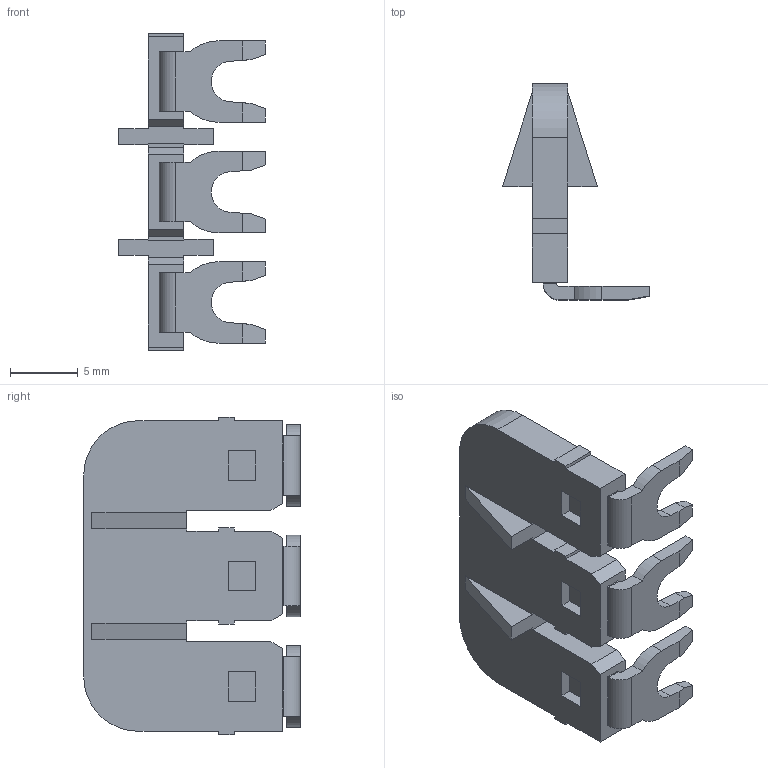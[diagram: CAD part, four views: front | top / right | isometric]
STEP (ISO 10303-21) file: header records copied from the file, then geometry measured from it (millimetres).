
FILE_DESCRIPTION (( 'STEP AP203' ), '1' );
FILE_NAME ('3''Lü - Yeni Ürün.STEP', '2019-03-13T13:19:28', ( '' ), ( '' ), 'SwSTEP 2.0', 'SolidWorks 2011', '' );
FILE_SCHEMA (( 'CONFIG_CONTROL_DESIGN' ));
Length unit declared in the file: millimetre
Products named in the file (1): 3''Lü - Yeni Ürün
Bounding box: 10.84 x 15.97 x 23.4 mm (x, y, z)
Volume: 908 mm3; surface area: 1239.6 mm2
Topology: 1 solids, 1 shells, 159 faces, 426 edges, 278 vertices
Faces by surface type: plane 142, cylinder 17
Entity records: 4947 total; most frequent: CARTESIAN_POINT 864, ORIENTED_EDGE 852, DIRECTION 780, EDGE_CURVE 426, LINE 392, VECTOR 392, VERTEX_POINT 278, AXIS2_PLACEMENT_3D 194
